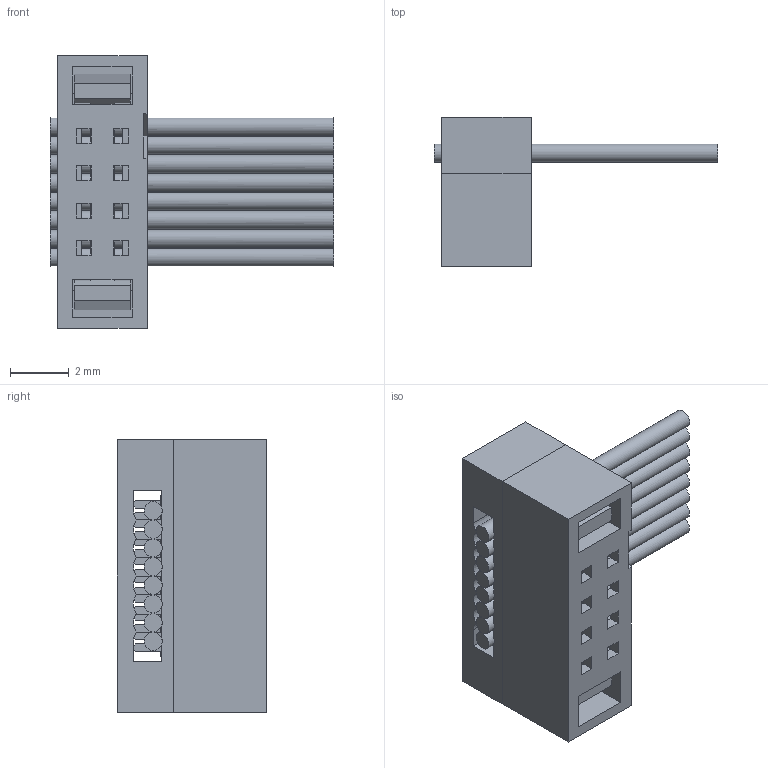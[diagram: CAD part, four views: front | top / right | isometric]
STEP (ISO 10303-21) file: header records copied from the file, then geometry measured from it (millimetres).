
FILE_DESCRIPTION( ( 'STEP AP214' ), '1' );
FILE_NAME( 'FFSD-04-S-01.00-01.stp', '2021-02-04T22:57:13', ( 'License CC BY-ND 4.0' ), ( 'CADENAS' ), ' ', 'PARTsolutions', ' ' );
FILE_SCHEMA( ( 'AUTOMOTIVE_DESIGN { 1 0 10303 214 1 1 1 1 }' ) );
Length unit declared in the file: inch
Products named in the file (4): FFSD-04-S-01.00-01; _FFSD-040LB; _FFSD-04()ub; _FFSD-04pin
Assembly tree (4 placements, depth 2):
  FFSD-04-S-01.00-01
    _FFSD-040LB
    _FFSD-04()ub
    _FFSD-04pin  x2
Bounding box: 9.65 x 5.08 x 9.27 mm (x, y, z)
Volume: 116.3 mm3; surface area: 614.3 mm2
Topology: 4 solids, 4 shells, 579 faces, 1735 edges, 1146 vertices
Faces by surface type: plane 541, cylinder 38
Entity records: 17763 total; most frequent: ORIENTED_EDGE 2558, CARTESIAN_POINT 2551, DIRECTION 2267, EDGE_CURVE 1279, LINE 1151, VECTOR 1151, VERTEX_POINT 842, AXIS2_PLACEMENT_3D 558
